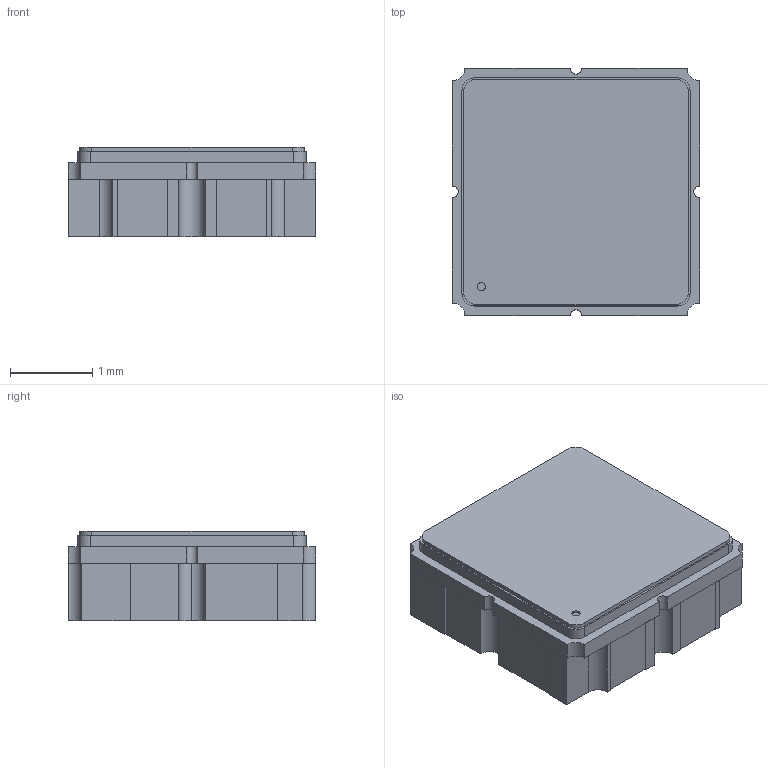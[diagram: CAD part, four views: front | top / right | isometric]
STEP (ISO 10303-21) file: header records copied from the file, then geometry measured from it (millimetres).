
FILE_DESCRIPTION(('FreeCAD Model'),'2;1');
FILE_NAME('DCC6C-3.0x3.0mm.step','2018-12-22T12:55:14',( 'kicad StepUp'),('ksu MCAD'),'Open CASCADE STEP processor 7.2', 'FreeCAD','Unknown');
FILE_SCHEMA(('AUTOMOTIVE_DESIGN { 1 0 10303 214 1 1 1 1 }'));
Length unit declared in the file: millimetre
Products named in the file (1): DCC6C-3.0x3.0mm
Bounding box: 3 x 3 x 1.09 mm (x, y, z)
Surface area: 95.2 mm2
Topology: 10 solids, 10 shells, 112 faces, 273 edges, 182 vertices
Faces by surface type: plane 81, cylinder 31
Full cylindrical faces by diameter (mm): 0.1 x1
Entity records: 4060 total; most frequent: CARTESIAN_POINT 568, DIRECTION 561, ORIENTED_EDGE 546, EDGE_CURVE 273, LINE 211, VECTOR 211, VERTEX_POINT 182, AXIS2_PLACEMENT_3D 175
